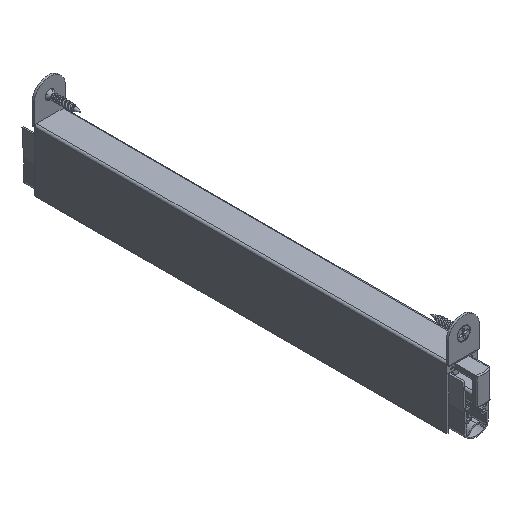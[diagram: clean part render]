
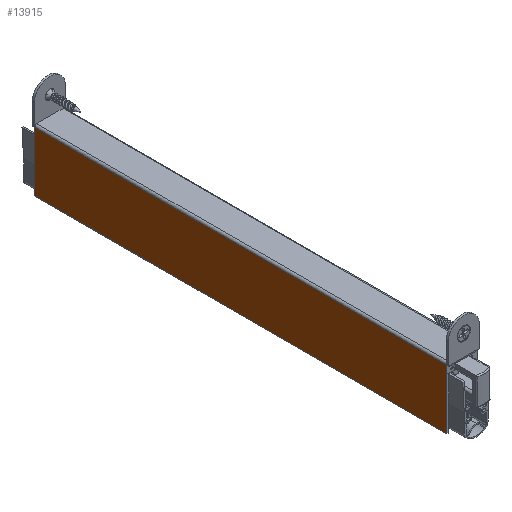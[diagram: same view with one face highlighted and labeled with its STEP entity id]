
A CAD part, isometric view. The second image highlights one B-rep face of the part: STEP entity #13915.
In plain terms, the highlighted planar face has unit normal (-1, 0, 0).
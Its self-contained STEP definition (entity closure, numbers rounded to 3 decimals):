
#1072=ORIENTED_EDGE('',*,*,#5305,.T.);
#1073=ORIENTED_EDGE('',*,*,#5306,.T.);
#1074=ORIENTED_EDGE('',*,*,#5307,.F.);
#1075=ORIENTED_EDGE('',*,*,#5304,.F.);
#5304=EDGE_CURVE('',#7420,#7419,#8831,.T.);
#5305=EDGE_CURVE('',#7420,#7421,#8832,.T.);
#5306=EDGE_CURVE('',#7421,#7422,#8833,.T.);
#5307=EDGE_CURVE('',#7419,#7422,#8834,.T.);
#7419=VERTEX_POINT('',#19567);
#7420=VERTEX_POINT('',#19569);
#7421=VERTEX_POINT('',#19573);
#7422=VERTEX_POINT('',#19575);
#8831=LINE('',#19570,#10240);
#8832=LINE('',#19572,#10241);
#8833=LINE('',#19574,#10242);
#8834=LINE('',#19576,#10243);
#10240=VECTOR('',#16090,1000.);
#10241=VECTOR('',#16093,1000.);
#10242=VECTOR('',#16094,1000.);
#10243=VECTOR('',#16095,1000.);
#11641=EDGE_LOOP('',(#1072,#1073,#1074,#1075));
#12504=FACE_BOUND('',#11641,.T.);
#13366=PLANE('',#15039);
#13915=ADVANCED_FACE('',(#12504),#13366,.T.);
#15039=AXIS2_PLACEMENT_3D('',#19571,#16091,#16092);
#16090=DIRECTION('',(0.,-1.,0.));
#16091=DIRECTION('',(-1.,0.,0.));
#16092=DIRECTION('',(0.,0.,1.));
#16093=DIRECTION('',(0.,0.,-1.));
#16094=DIRECTION('',(0.,-1.,0.));
#16095=DIRECTION('',(0.,0.,-1.));
#19567=CARTESIAN_POINT('',(-7.4,0.,-1.));
#19569=CARTESIAN_POINT('',(-7.4,200.,-1.));
#19570=CARTESIAN_POINT('',(-7.4,200.,-1.));
#19571=CARTESIAN_POINT('',(-7.4,200.,-30.));
#19572=CARTESIAN_POINT('',(-7.4,200.,-30.));
#19573=CARTESIAN_POINT('',(-7.4,200.,-29.8));
#19574=CARTESIAN_POINT('',(-7.4,200.,-29.8));
#19575=CARTESIAN_POINT('',(-7.4,0.,-29.8));
#19576=CARTESIAN_POINT('',(-7.4,0.,-30.));
